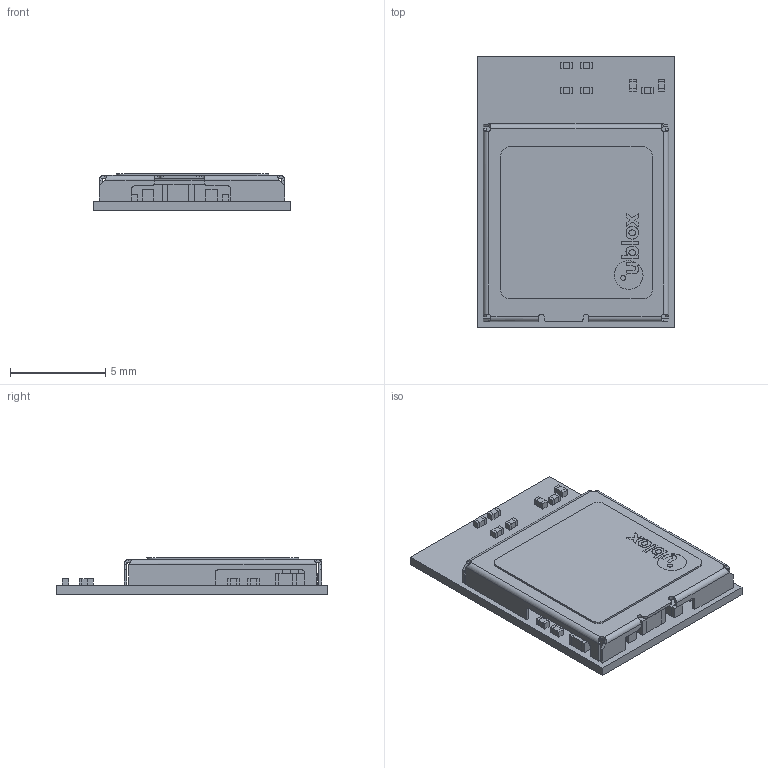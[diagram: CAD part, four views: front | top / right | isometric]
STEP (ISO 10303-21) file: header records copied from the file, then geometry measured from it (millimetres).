
FILE_DESCRIPTION(('Open CASCADE Model'),'2;1');
FILE_NAME('Open CASCADE Shape Model','2022-06-08T11:25:34',('Author'),( 'Open CASCADE'),'Open CASCADE STEP processor 6.8','Open CASCADE 6.8' ,'Unknown');
FILE_SCHEMA(('AUTOMOTIVE_DESIGN { 1 0 10303 214 1 1 1 1 }'));
Length unit declared in the file: millimetre
Products named in the file (84): PCB; Board; Open CASCADE STEP translator 6.8 2.1.1; E1; label_with_logo_8x8; label_8x8; logo_full_4mm; logo_x_4mm; logo_o_4mm; logo_l_4mm; logo_b_4mm; logo_u_4mm; NORA_shield_type_3_UBXH04-0000764; R2; 5964357072; Extruded; 5964356832; C29; 5964355872; 5964356112; U2; 5917415216; X1; 5964355472; U1; 5964355152; R1; L5; 5964354592; 5964356512; L4; 5964352192; L3; L2; L1; 5964354992; 5964354832; J1; 5964357472; C28 ...
Assembly tree (260 placements, depth 5):
  PCB
    Board
      Open CASCADE STEP translator 6.8 2.1.1
    E1
      label_with_logo_8x8
        label_8x8
        logo_full_4mm
          logo_x_4mm
          logo_o_4mm
          logo_l_4mm
          logo_b_4mm
          logo_u_4mm
      NORA_shield_type_3_UBXH04-0000764
    R2
      5964357072  x2
        Extruded
      5964356832
        Extruded
    C29
      5964355872
        Extruded
      5964356112  x2
        Extruded
    U2
      5917415216
    X1
      5964355472
        Extruded
    U1
      5964355152
        Extruded
    R1
      5964357072  x2
        Extruded
      5964356832
        Extruded
    L5
      5964354592
        Extruded
      5964356512  x2
        Extruded
    L4
      5964354592
        Extruded
      5964352192  x2
        Extruded
    L3
      5964354592
        Extruded
      5964352192  x2
        Extruded
    L2
      5964354592
        Extruded
      5964356512  x2
        Extruded
    L1
      5964354992
        Extruded
      5964354832  x2
Bounding box: 10.4 x 14.3 x 1.96 mm (x, y, z)
Volume: 138.7 mm3; surface area: 996.8 mm2
Topology: 208 solids, 208 shells, 3088 faces, 7976 edges, 5304 vertices
Faces by surface type: plane 2983, bspline 71, cylinder 34
Entity records: 15765 total; most frequent: CARTESIAN_POINT 3286, DIRECTION 2070, ORIENTED_EDGE 1984, EDGE_CURVE 992, LINE 774, VECTOR 774, AXIS2_PLACEMENT_3D 648, VERTEX_POINT 648
